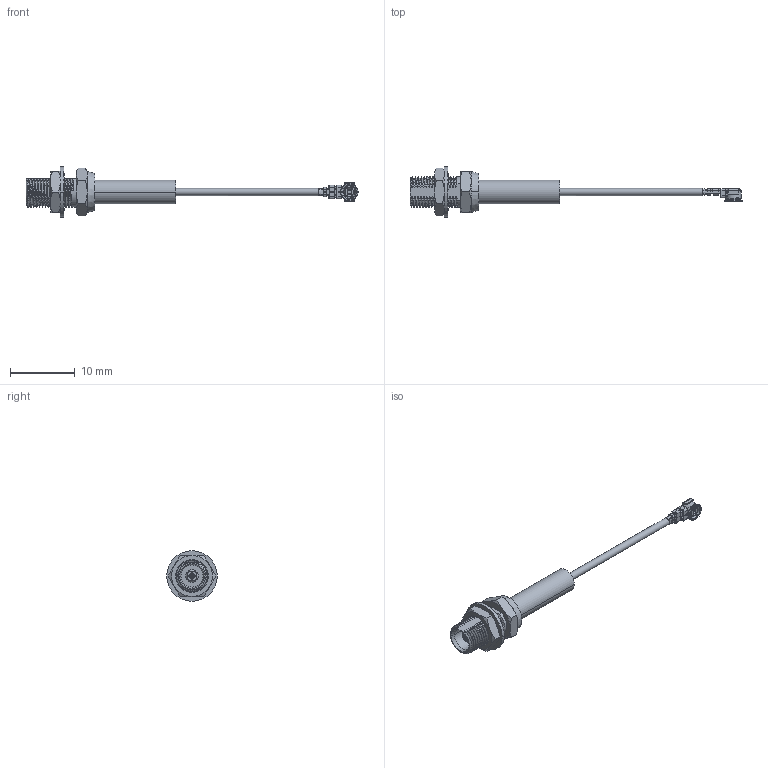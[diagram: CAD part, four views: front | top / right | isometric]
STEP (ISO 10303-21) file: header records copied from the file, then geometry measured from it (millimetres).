
FILE_DESCRIPTION((''),'2;1');
FILE_NAME('336503-08-XXXX_SW0001','2019-04-08T',('Clement'),(''),'CREO PARAMETRIC BY PTC INC, 2017020','CREO PARAMETRIC BY PTC INC, 2017020','');
FILE_SCHEMA(('CONFIG_CONTROL_DESIGN'));
Length unit declared in the file: inch
Products named in the file (1): 336503-08-XXXX_SW0001
Bounding box: 51.34 x 7.8 x 7.8 mm (x, y, z)
Surface area: 1103.6 mm2 (no closed solid volume)
Topology: 0 solids, 18 shells, 462 faces, 1494 edges, 1003 vertices
Faces by surface type: plane 166, cylinder 122, bspline 110, cone 41, torus 22, sphere 1
Entity records: 37178 total; most frequent: CARTESIAN_POINT 25007, ORIENTED_EDGE 2654, DIRECTION 2153, EDGE_CURVE 1494, VERTEX_POINT 1003, VECTOR 731, LINE 731, AXIS2_PLACEMENT_3D 711
